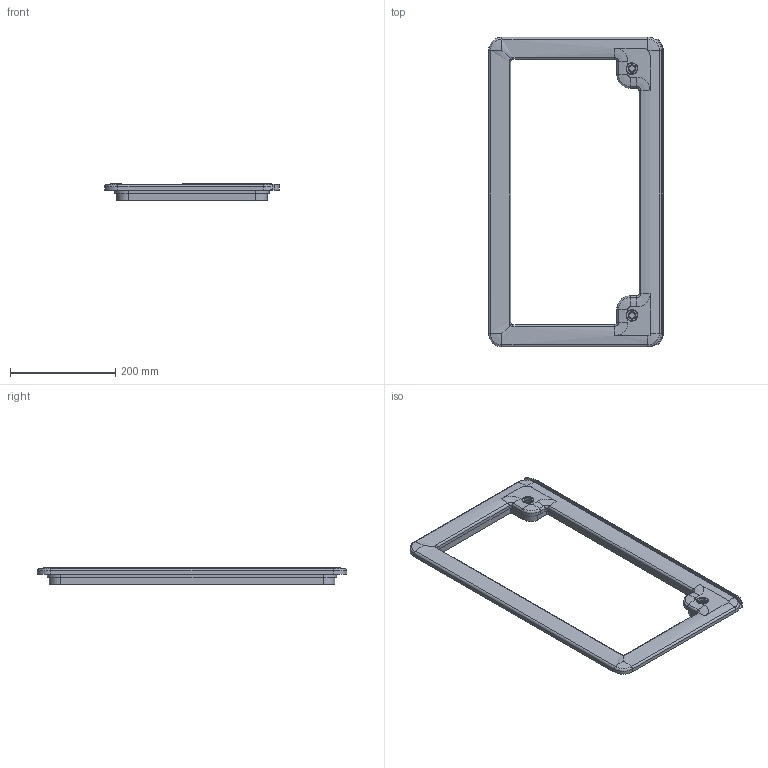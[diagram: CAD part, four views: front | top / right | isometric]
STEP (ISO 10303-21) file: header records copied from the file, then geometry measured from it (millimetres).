
FILE_DESCRIPTION(('FreeCAD Model'),'2;1');
FILE_NAME('Open CASCADE Shape Model','2025-05-03T19:51:54',('FreeCAD'),( 'FreeCAD'),'Open CASCADE STEP processor 7.6','FreeCAD','Unknown');
FILE_SCHEMA(('AUTOMOTIVE_DESIGN { 1 0 10303 214 1 1 1 1 }'));
Length unit declared in the file: millimetre
Products named in the file (1): Open CASCADE STEP translator 7.6 1
Bounding box: 331.77 x 587.95 x 31.92 mm (x, y, z)
Volume: 1361436.2 mm3; surface area: 265150.4 mm2
Topology: 3 solids, 3 shells, 175 faces, 445 edges, 277 vertices
Faces by surface type: bspline 175
Entity records: 5267 total; most frequent: CARTESIAN_POINT 2759, ORIENTED_EDGE 884, EDGE_CURVE 442, VERTEX_POINT 277, B_SPLINE_CURVE_WITH_KNOTS 263, FACE_BOUND 185, EDGE_LOOP 185, ADVANCED_FACE 175
